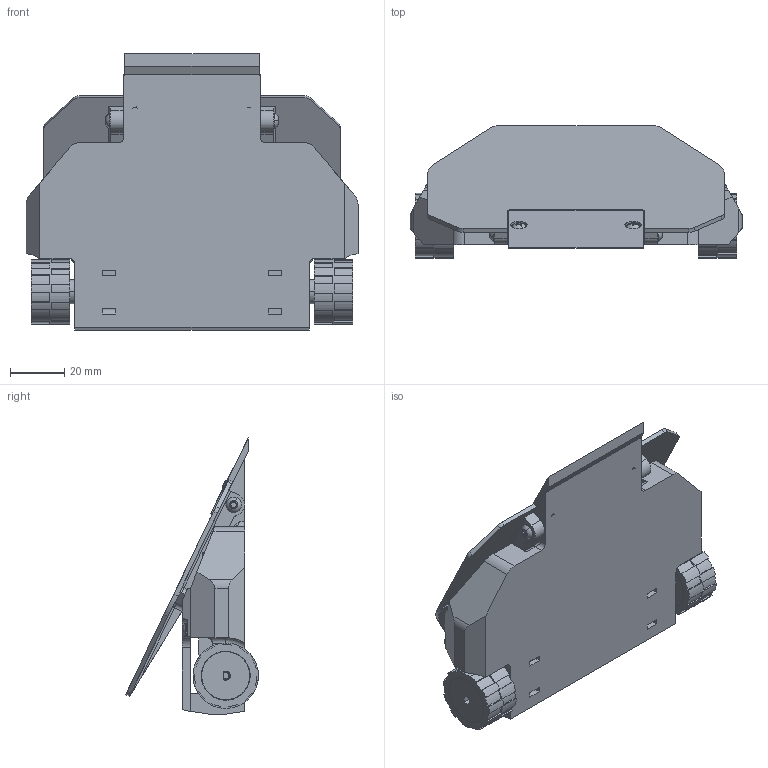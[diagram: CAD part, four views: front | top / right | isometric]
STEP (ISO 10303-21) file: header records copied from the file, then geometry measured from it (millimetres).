
FILE_DESCRIPTION (( 'STEP AP214' ), '1' );
FILE_NAME ('150G_FRONT_FLIPPER_ASSY_001.STEP', '2020-04-07T16:54:38', ( '' ), ( '' ), 'SwSTEP 2.0', 'SolidWorks 2018', '' );
FILE_SCHEMA (( 'AUTOMOTIVE_DESIGN' ));
Length unit declared in the file: millimetre
Products named in the file (19): Servo Arm kstx12_kst; pin; header; 150_front_flipper_top_001_Tall Left; 150_front_flipper_base_002; Header_4; 24MMWHEEL; 99461A815_THREAD-FORMING SCREW FOR PLASTIC_99461A815; 150_front_flipper_wedge_001; 24mmlegohub; 150_front_flipper_linkage_001_kst; 150_front_flipper_one_piece_flipper_001; Turnigy 180mah 2s; Pololu - 1_250 Micro gear motor; 150G_FRONT_FLIPPER_ASSY_001; Budget DESC; 92095A119_BUTTON HEAD HEX DRIVE SCREW_92095A119; ServoTGY-306GV2.2_D‚faut
Assembly tree (31 placements, depth 4):
  150G_FRONT_FLIPPER_ASSY_001
    150_front_flipper_base_002
    Pololu - 1_250 Micro gear motor  x2
    24MMWHEEL  x2
    ServoTGY-306GV2.2_D‚faut
    Turnigy 180mah 2s
    Servo Arm kstx12_kst
    150_front_flipper_wedge_001
    Budget DESC
    24mmlegohub  x2
    150_front_flipper_top_001_Tall Left
    150_front_flipper_linkage_001_kst
    92095A119_BUTTON HEAD HEX DRIVE SCREW_92095A119  x3
    99461A815_THREAD-FORMING SCREW FOR PLASTIC_99461A815  x6
    Header_4
      header  x4
        header
        pin
    150_front_flipper_one_piece_flipper_001
Bounding box: 122 x 48.78 x 101.43 mm (x, y, z)
Volume: 105692.1 mm3; surface area: 82192 mm2
Topology: 78 solids, 78 shells, 2362 faces, 6197 edges, 4030 vertices
Faces by surface type: cylinder 1038, plane 1014, cone 177, torus 55, sphere 41, bspline 37
Entity records: 46722 total; most frequent: CARTESIAN_POINT 13996, DIRECTION 6595, ORIENTED_EDGE 6558, EDGE_CURVE 3279, AXIS2_PLACEMENT_3D 2360, VERTEX_POINT 2121, VECTOR 1875, LINE 1875
